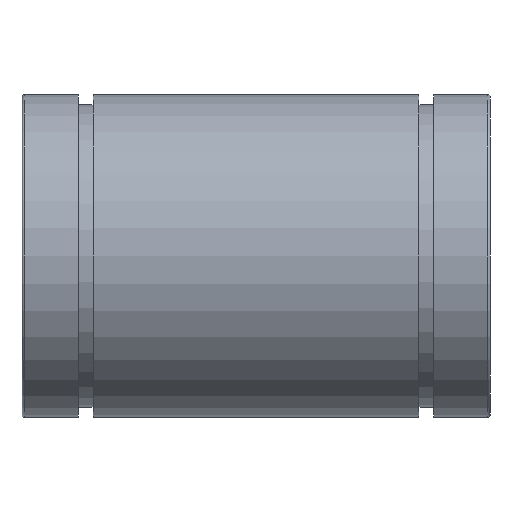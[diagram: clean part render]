
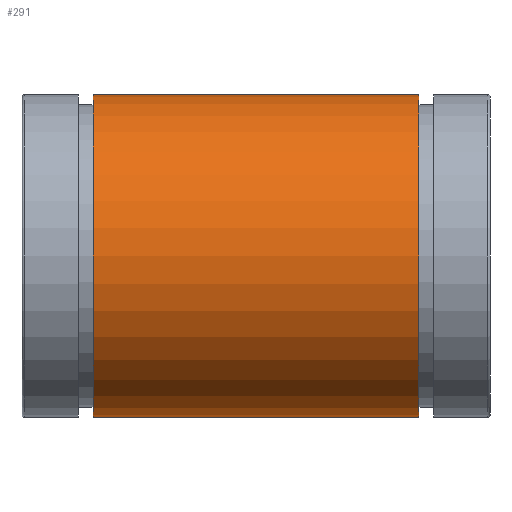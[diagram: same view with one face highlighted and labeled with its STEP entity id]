
A CAD part, front view. The second image highlights one B-rep face of the part: STEP entity #291.
In plain terms, the highlighted cylindrical face has radius 20 mm (diameter 40 mm), a partial arc.
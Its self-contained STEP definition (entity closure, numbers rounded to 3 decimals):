
#17=CYLINDRICAL_SURFACE('',#338,20.);
#31=FACE_OUTER_BOUND('',#47,.T.);
#47=EDGE_LOOP('',(#243,#244,#245,#246));
#62=LINE('',#469,#86);
#71=LINE('',#490,#95);
#86=VECTOR('',#368,10.);
#95=VECTOR('',#381,10.);
#113=CIRCLE('',#337,20.);
#114=CIRCLE('',#339,20.);
#130=VERTEX_POINT('',#466);
#131=VERTEX_POINT('',#468);
#140=VERTEX_POINT('',#487);
#141=VERTEX_POINT('',#489);
#158=EDGE_CURVE('',#131,#130,#62,.T.);
#168=EDGE_CURVE('',#141,#140,#71,.T.);
#183=EDGE_CURVE('',#140,#131,#113,.T.);
#184=EDGE_CURVE('',#141,#130,#114,.T.);
#243=ORIENTED_EDGE('',*,*,#158,.T.);
#244=ORIENTED_EDGE('',*,*,#184,.F.);
#245=ORIENTED_EDGE('',*,*,#168,.T.);
#246=ORIENTED_EDGE('',*,*,#183,.T.);
#291=ADVANCED_FACE('',(#31),#17,.T.);
#337=AXIS2_PLACEMENT_3D('',#518,#415,#416);
#338=AXIS2_PLACEMENT_3D('',#519,#417,#418);
#339=AXIS2_PLACEMENT_3D('',#520,#419,#420);
#368=DIRECTION('',(1.,0.,0.));
#381=DIRECTION('',(-1.,0.,0.));
#415=DIRECTION('center_axis',(1.,0.,0.));
#416=DIRECTION('ref_axis',(0.,1.,0.));
#417=DIRECTION('center_axis',(1.,0.,0.));
#418=DIRECTION('ref_axis',(0.,-1.,0.));
#419=DIRECTION('center_axis',(1.,0.,0.));
#420=DIRECTION('ref_axis',(0.,1.,0.));
#466=CARTESIAN_POINT('',(20.2,17.321,-10.));
#468=CARTESIAN_POINT('',(-20.2,17.321,-10.));
#469=CARTESIAN_POINT('',(0.,17.321,-10.));
#487=CARTESIAN_POINT('',(-20.2,17.321,10.));
#489=CARTESIAN_POINT('',(20.2,17.321,10.));
#490=CARTESIAN_POINT('',(0.,17.321,10.));
#518=CARTESIAN_POINT('Origin',(-20.2,0.,0.));
#519=CARTESIAN_POINT('Origin',(0.,0.,0.));
#520=CARTESIAN_POINT('Origin',(20.2,0.,0.));
